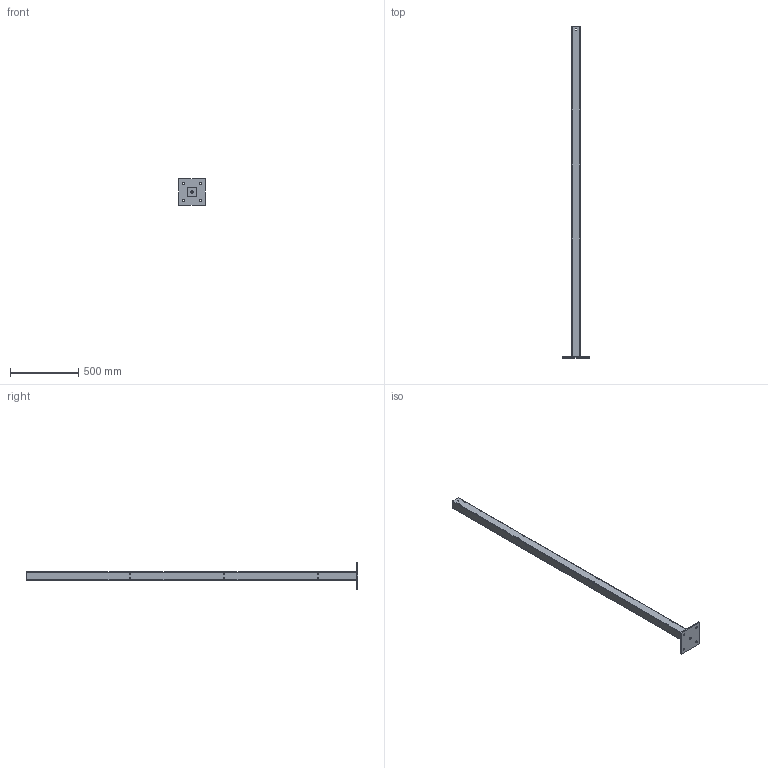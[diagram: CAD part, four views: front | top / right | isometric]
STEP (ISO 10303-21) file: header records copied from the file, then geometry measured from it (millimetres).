
FILE_DESCRIPTION (( 'STEP AP203' ), '1' );
FILE_NAME ('XG5508D_Default.step', '2023-12-19T18:40:00', ( 'Windows User' ), ( 'AUTOMATION DIRECT' ), 'SwSTEP 2.0', 'SolidWorks 2023', '' );
FILE_SCHEMA (( 'CONFIG_CONTROL_DESIGN' ));
Length unit declared in the file: inch
Products named in the file (1): XG5508D_Default
Bounding box: 190.5 x 2425.7 x 190.5 mm (x, y, z)
Volume: 1197031.7 mm3; surface area: 1252700 mm2
Topology: 2 solids, 2 shells, 217 faces, 771 edges, 514 vertices
Faces by surface type: plane 160, cylinder 57
Full cylindrical faces by diameter (mm): 15.875 x5
Entity records: 8507 total; most frequent: ORIENTED_EDGE 1532, CARTESIAN_POINT 1498, DIRECTION 1404, EDGE_CURVE 766, VECTOR 564, LINE 564, VERTEX_POINT 514, AXIS2_PLACEMENT_3D 420
